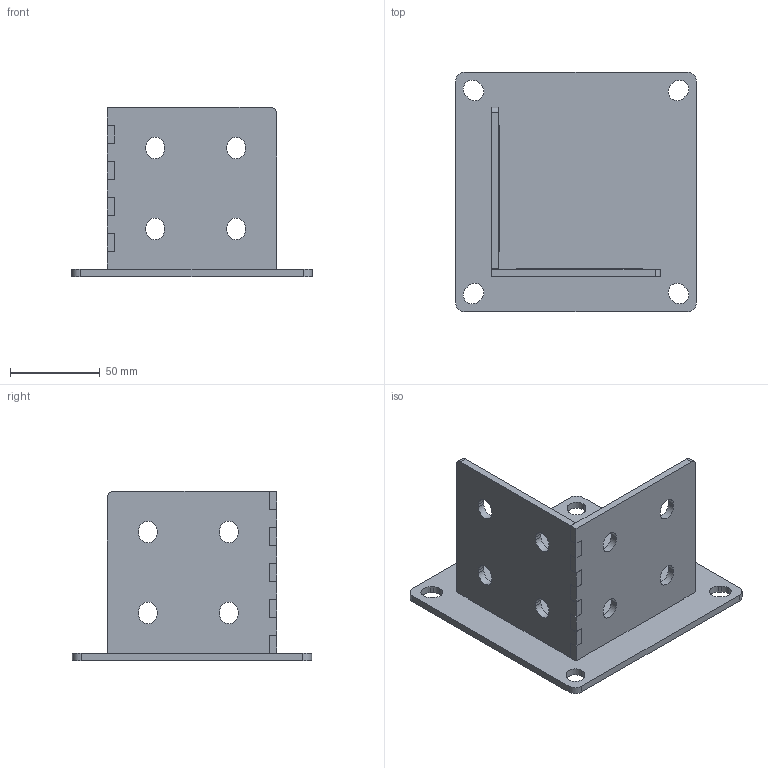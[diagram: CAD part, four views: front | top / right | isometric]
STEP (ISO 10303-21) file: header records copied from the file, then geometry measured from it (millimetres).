
FILE_DESCRIPTION (( 'STEP AP214' ), '1' );
FILE_NAME ('A941 Ïëîùàäêà îïîðíàÿ 90x90.STEP', '2025-07-31T09:39:29', ( '' ), ( '' ), 'SwSTEP 2.0', 'SolidWorks 2025', '' );
FILE_SCHEMA (( 'AUTOMOTIVE_DESIGN' ));
Length unit declared in the file: millimetre
Products named in the file (4): A941 90x90 Основание_00; A941 Площадка опорная 90x90; A941 90x90 Боковина с пазом 2_00; A941 90x90 Боковина с пазом 1_00
Assembly tree (3 placements, depth 2):
  A941 Площадка опорная 90x90
    A941 90x90 Боковина с пазом 1_00
    A941 90x90 Боковина с пазом 2_00
    A941 90x90 Основание_00
Bounding box: 134 x 133 x 94 mm (x, y, z)
Volume: 132352 mm3; surface area: 74409.5 mm2
Topology: 3 solids, 3 shells, 128 faces, 366 edges, 244 vertices
Faces by surface type: plane 90, cylinder 38
Entity records: 4376 total; most frequent: CARTESIAN_POINT 744, ORIENTED_EDGE 732, DIRECTION 710, EDGE_CURVE 366, VECTOR 290, LINE 290, VERTEX_POINT 244, AXIS2_PLACEMENT_3D 210
